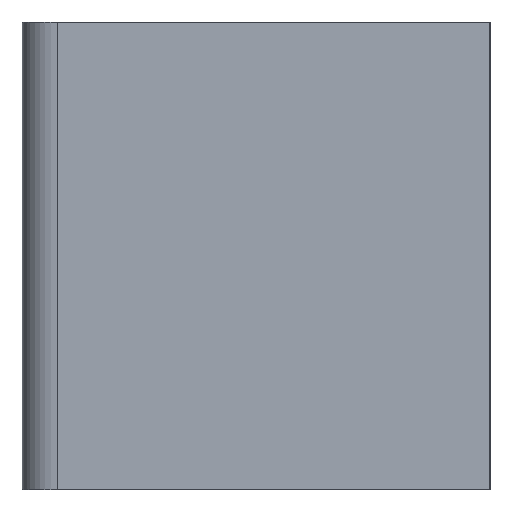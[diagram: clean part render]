
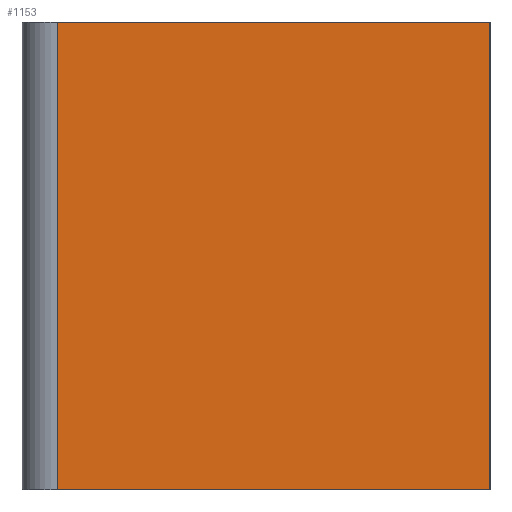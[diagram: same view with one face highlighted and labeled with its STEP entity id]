
A CAD part, left-side view. The second image highlights one B-rep face of the part: STEP entity #1153.
In plain terms, the highlighted planar face has unit normal (-1, 0, 0).
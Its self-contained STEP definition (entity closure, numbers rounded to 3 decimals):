
#1042=CARTESIAN_POINT('',(37.317,76.15,0.0));
#1043=VERTEX_POINT('',#1042);
#1051=CARTESIAN_POINT('',(37.317,76.15,10.0));
#1052=VERTEX_POINT('',#1051);
#1053=CARTESIAN_POINT('',(37.317,76.15,10.0));
#1054=DIRECTION('',(0.0,0.0,-1.0));
#1055=VECTOR('',#1054,10.0);
#1056=LINE('',#1053,#1055);
#1057=EDGE_CURVE('',#1052,#1043,#1056,.T.);
#1106=CARTESIAN_POINT('',(37.317,66.9,10.0));
#1107=VERTEX_POINT('',#1106);
#1114=CARTESIAN_POINT('',(37.317,66.9,0.0));
#1115=VERTEX_POINT('',#1114);
#1116=CARTESIAN_POINT('',(37.317,66.9,0.0));
#1117=DIRECTION('',(0.0,0.0,1.0));
#1118=VECTOR('',#1117,10.0);
#1119=LINE('',#1116,#1118);
#1120=EDGE_CURVE('',#1115,#1107,#1119,.T.);
#1132=CARTESIAN_POINT('',(37.317,66.9,0.0));
#1133=DIRECTION('',(-1.0,0.0,0.0));
#1134=DIRECTION('',(0.0,0.0,1.0));
#1135=AXIS2_PLACEMENT_3D('',#1132,#1133,#1134);
#1136=PLANE('',#1135);
#1137=CARTESIAN_POINT('',(37.317,66.9,10.0));
#1138=DIRECTION('',(0.0,1.0,0.0));
#1139=VECTOR('',#1138,9.25);
#1140=LINE('',#1137,#1139);
#1141=EDGE_CURVE('',#1107,#1052,#1140,.T.);
#1142=ORIENTED_EDGE('',*,*,#1141,.T.);
#1143=ORIENTED_EDGE('',*,*,#1057,.T.);
#1144=CARTESIAN_POINT('',(37.317,76.15,0.0));
#1145=DIRECTION('',(0.0,-1.0,0.0));
#1146=VECTOR('',#1145,9.25);
#1147=LINE('',#1144,#1146);
#1148=EDGE_CURVE('',#1043,#1115,#1147,.T.);
#1149=ORIENTED_EDGE('',*,*,#1148,.T.);
#1150=ORIENTED_EDGE('',*,*,#1120,.T.);
#1151=EDGE_LOOP('',(#1142,#1143,#1149,#1150));
#1152=FACE_OUTER_BOUND('',#1151,.T.);
#1153=ADVANCED_FACE('',(#1152),#1136,.T.);
